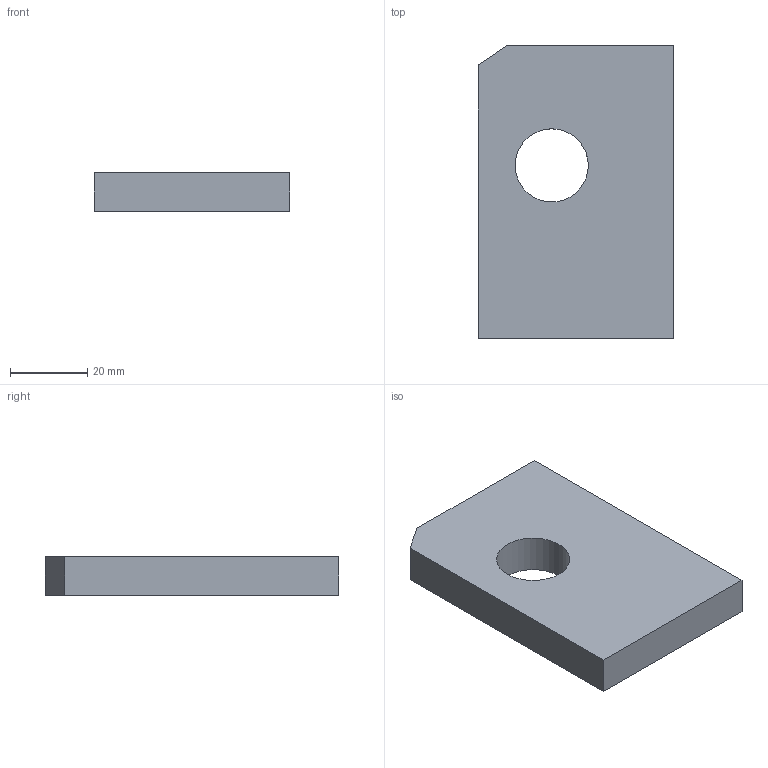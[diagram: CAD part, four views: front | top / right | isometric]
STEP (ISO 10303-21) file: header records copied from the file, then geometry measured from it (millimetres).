
FILE_DESCRIPTION(/* description */ ('CAx-IF Rec.Pracs.---Representation and Presentation of Product Manufacturing Information (PMI)---4.0---2014-10-13','CAx-IF Rec.Pracs.---3D Tessellated Geometry---0.4---2014-09-14','CAx-IF Rec.Pracs.---Persistent IDs---1.00---2023-11-28','2;1'),/* implementation_level */ '2;1');
FILE_NAME(/* name */ 'NX_Plate_w_Hole_UUIDS_Rev_0.3',/* time_stamp */ '2025-03-24T22:48:50+00:00',/* author */ (''),/* organization */ ('','NIST manually updated each record containing V5_UUID_ATTRIBUTE to insert UUID_SET_ITEM in that record. No other modifications were made to the data set. The version of of 442 was updated to the AP 242 ed4 FDIS version (7).'),/* preprocessor_version */ 'ST-DEVELOPER v18.102',/* originating_system */ 'SIEMENS PLM Software NX 2027',/* authorisation */ '');
FILE_SCHEMA (('AP242_MANAGED_MODEL_BASED_3D_ENGINEERING_MIM_LF { 1 0 10303 442 7 1 4 }'));
Length unit declared in the file: millimetre
Products named in the file (1): NX_Plate_w_Hole_UUIDS_Rev_0.3
Bounding box: 50.8 x 76.2 x 10 mm (x, y, z)
Volume: 35680.5 mm3; surface area: 10237.5 mm2
Topology: 1 solids, 1 shells, 8 faces, 19 edges, 13 vertices
Faces by surface type: plane 7, cylinder 1
Full cylindrical faces by diameter (mm): 19 x1
Entity records: 585 total; most frequent: DIRECTION 89, CARTESIAN_POINT 72, V5_UUID_ATTRIBUTE 42, AXIS2_PLACEMENT_3D 37, ORIENTED_EDGE 34, EDGE_CURVE 17, LINE 15, VECTOR 15
